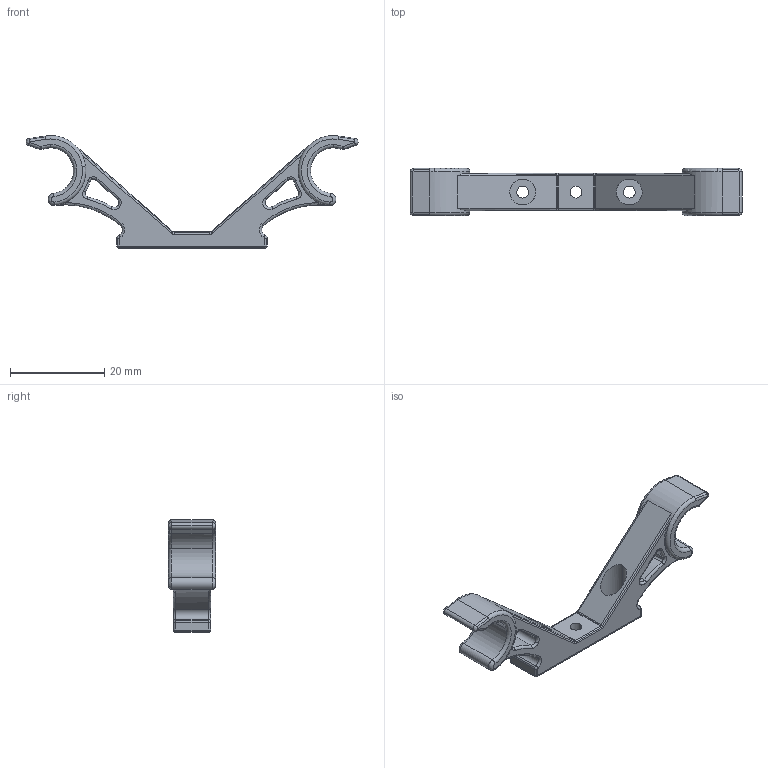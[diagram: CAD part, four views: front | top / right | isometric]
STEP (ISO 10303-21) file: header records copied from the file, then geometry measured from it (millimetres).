
FILE_DESCRIPTION (( 'STEP AP203' ), '1' );
FILE_NAME ('payload-deck-clip.STEP', '2022-07-07T03:49:30', ( '' ), ( '' ), 'SwSTEP 2.0', 'SolidWorks 2020', '' );
FILE_SCHEMA (( 'CONFIG_CONTROL_DESIGN' ));
Length unit declared in the file: millimetre
Products named in the file (1): payload-deck-clip
Bounding box: 70.52 x 10 x 23.94 mm (x, y, z)
Volume: 3615.7 mm3; surface area: 3234.2 mm2
Topology: 1 solids, 1 shells, 208 faces, 513 edges, 305 vertices
Faces by surface type: cylinder 108, torus 56, plane 20, bspline 16, sphere 8
Entity records: 6706 total; most frequent: CARTESIAN_POINT 1600, DIRECTION 1180, ORIENTED_EDGE 1018, AXIS2_PLACEMENT_3D 516, EDGE_CURVE 509, CIRCLE 323, VERTEX_POINT 305, EDGE_LOOP 220
